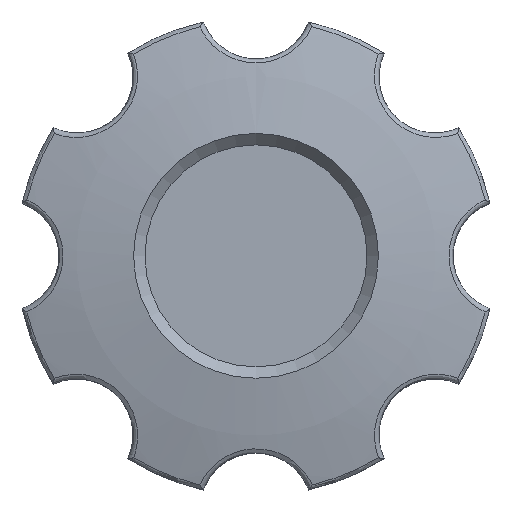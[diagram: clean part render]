
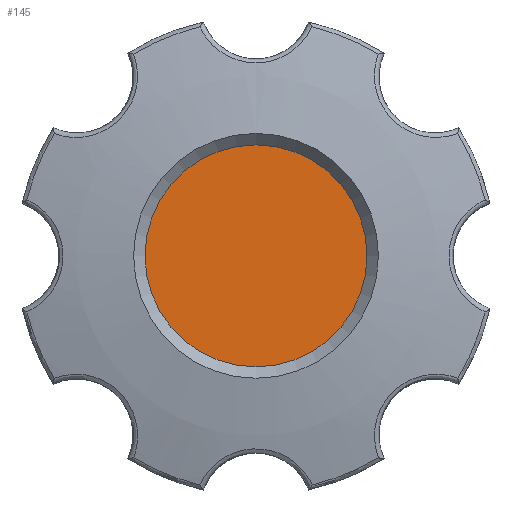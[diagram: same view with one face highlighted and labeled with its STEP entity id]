
A CAD part, top view. The second image highlights one B-rep face of the part: STEP entity #145.
In plain terms, the highlighted planar face has unit normal (0, 0, 1).
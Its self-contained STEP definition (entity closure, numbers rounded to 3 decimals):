
#145 = ADVANCED_FACE( '', ( #347 ), #348, .F. );
#347 = FACE_OUTER_BOUND( '', #1233, .T. );
#348 = PLANE( '', #1234 );
#1233 = EDGE_LOOP( '', ( #3472 ) );
#1234 = AXIS2_PLACEMENT_3D( '', #3473, #3474, #3475 );
#3472 = ORIENTED_EDGE( '', *, *, #4104, .T. );
#3473 = CARTESIAN_POINT( '', ( 0., 10.416, 25.107 ) );
#3474 = DIRECTION( '', ( 0., 0., -1. ) );
#3475 = DIRECTION( '', ( 0., 1., 0. ) );
#4104 = EDGE_CURVE( '', #4462, #4462, #4463, .T. );
#4462 = VERTEX_POINT( '', #5737 );
#4463 = CIRCLE( '', #5738, 10.416 );
#5737 = CARTESIAN_POINT( '', ( 0., -10.416, 25.107 ) );
#5738 = AXIS2_PLACEMENT_3D( '', #7455, #7456, #7457 );
#7455 = CARTESIAN_POINT( '', ( 0., 0., 25.107 ) );
#7456 = DIRECTION( '', ( 0., 0., 1. ) );
#7457 = DIRECTION( '', ( 0., -1., 0. ) );
